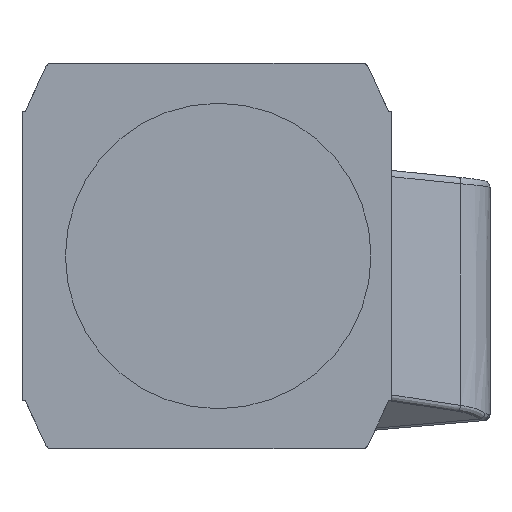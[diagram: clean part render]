
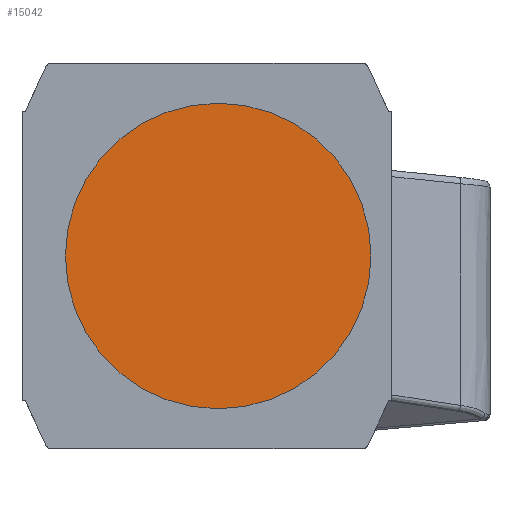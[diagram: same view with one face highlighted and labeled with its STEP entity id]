
A CAD part, left-side view. The second image highlights one B-rep face of the part: STEP entity #15042.
In plain terms, the highlighted free-form (B-spline) face has degree [1, 1] with [2, 2] control points.
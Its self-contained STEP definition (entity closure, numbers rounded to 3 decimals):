
#408 = CARTESIAN_POINT ( 'NONE',  ( -47.5, -47.502, -5. ) ) ;
#613 = CARTESIAN_POINT ( 'NONE',  ( 47.5, 47.502, -5. ) ) ;
#1642 = EDGE_CURVE ( 'NONE', #18385, #17522, #8733, .T. ) ;
#2315 = AXIS2_PLACEMENT_3D ( 'NONE', #2974, #2765, #2902 ) ;
#2765 = DIRECTION ( 'NONE',  ( 0., 0., -1. ) ) ;
#2902 = DIRECTION ( 'NONE',  ( 1., 0., 0. ) ) ;
#2974 = CARTESIAN_POINT ( 'NONE',  ( 0., 0., -5. ) ) ;
#3264 = EDGE_CURVE ( 'NONE', #17522, #18385, #3274, .T. ) ;
#3274 = CIRCLE ( 'NONE', #14993, 47.5 ) ;
#3823 = CARTESIAN_POINT ( 'NONE',  ( 47.5, -47.502, -5. ) ) ;
#4910 = DIRECTION ( 'NONE',  ( 0., 0., -1. ) ) ;
#5292 = ORIENTED_EDGE ( 'NONE', *, *, #1642, .T. ) ;
#6494 = ORIENTED_EDGE ( 'NONE', *, *, #3264, .T. ) ;
#7046 = EDGE_LOOP ( 'NONE', ( #5292, #6494 ) ) ;
#8440 = B_SPLINE_SURFACE_WITH_KNOTS ( 'NONE', 1, 1, ( 
 ( #3823, #613 ),
 ( #408, #8464 ) ),
 .UNSPECIFIED., .F., .F., .F.,
 ( 2, 2 ),
 ( 2, 2 ),
 ( -47.5, 47.5 ),
 ( -47.502, 47.502 ),
 .UNSPECIFIED. ) ;
#8464 = CARTESIAN_POINT ( 'NONE',  ( -47.5, 47.502, -5. ) ) ;
#8733 = CIRCLE ( 'NONE', #2315, 47.5 ) ;
#11386 = FACE_OUTER_BOUND ( 'NONE', #7046, .T. ) ;
#12929 = DIRECTION ( 'NONE',  ( -1., 0., 0. ) ) ;
#14039 = CARTESIAN_POINT ( 'NONE',  ( 47.5, 0., -5. ) ) ;
#14993 = AXIS2_PLACEMENT_3D ( 'NONE', #17475, #4910, #12929 ) ;
#15042 = ADVANCED_FACE ( 'NONE', ( #11386 ), #8440, .T. ) ;
#15630 = CARTESIAN_POINT ( 'NONE',  ( -47.5, 0., -5. ) ) ;
#17475 = CARTESIAN_POINT ( 'NONE',  ( 0., 0., -5. ) ) ;
#17522 = VERTEX_POINT ( 'NONE', #15630 ) ;
#18385 = VERTEX_POINT ( 'NONE', #14039 ) ;
